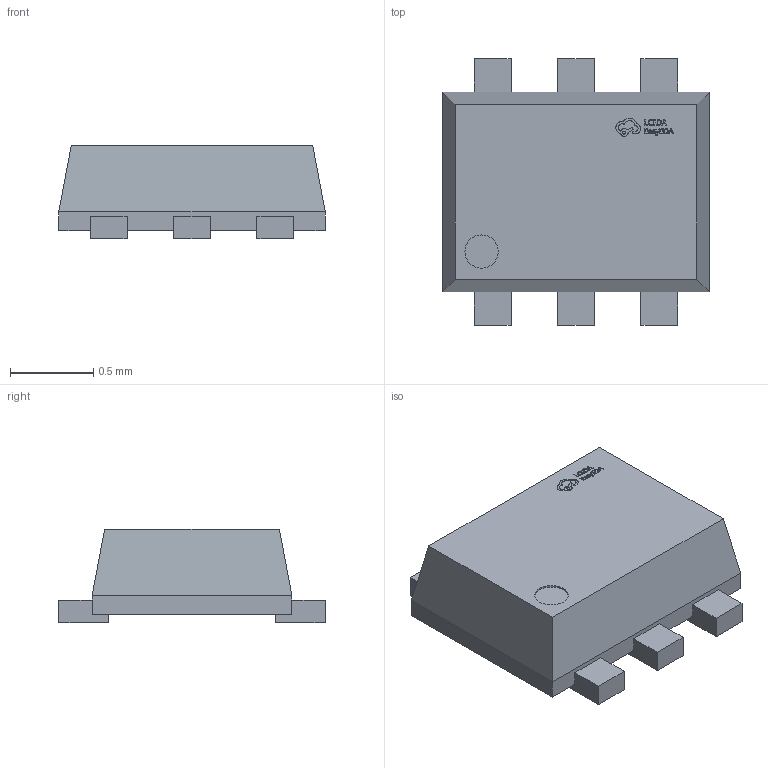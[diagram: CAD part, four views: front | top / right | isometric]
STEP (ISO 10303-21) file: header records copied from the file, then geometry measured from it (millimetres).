
FILE_DESCRIPTION (( 'STEP AP214' ), '1' );
FILE_NAME ('SOT-563-6_L1.6-W1.2-P0.5-LS1.6-BL.step', '2022-07-26T11:15:15', ( '' ), ( '' ), 'SwSTEP 2.0', 'SolidWorks 2020', '' );
FILE_SCHEMA (( 'AUTOMOTIVE_DESIGN' ));
Length unit declared in the file: millimetre
Products named in the file (1): SOT-563-6_L1.6-W1.2-P0.5-LS1.6-BL
Bounding box: 1.6 x 1.6 x 0.56 mm (x, y, z)
Volume: 0.9 mm3; surface area: 7.3 mm2
Topology: 14 solids, 14 shells, 336 faces, 896 edges, 596 vertices
Faces by surface type: plane 223, bspline 111, cylinder 2
Entity records: 13937 total; most frequent: CARTESIAN_POINT 3520, ORIENTED_EDGE 1792, DIRECTION 1085, EDGE_CURVE 896, VECTOR 625, LINE 625, VERTEX_POINT 596, EDGE_LOOP 356
